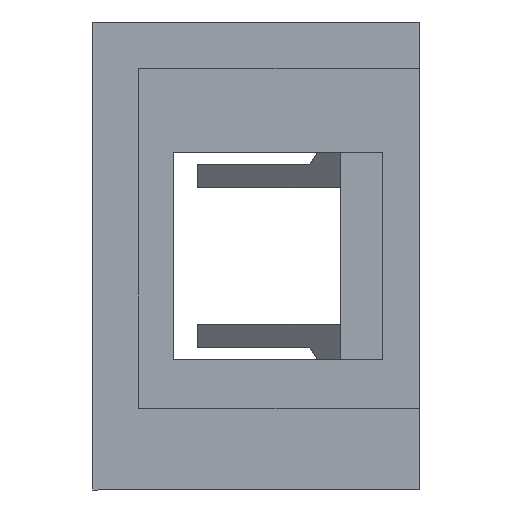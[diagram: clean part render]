
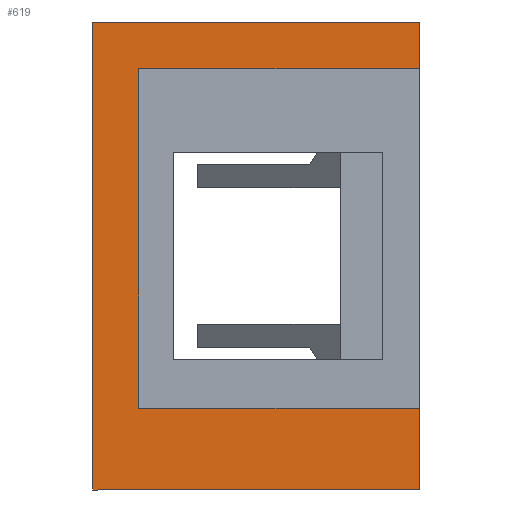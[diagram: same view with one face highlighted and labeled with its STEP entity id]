
A CAD part, front view. The second image highlights one B-rep face of the part: STEP entity #619.
In plain terms, the highlighted planar face has unit normal (0, -1, 0).
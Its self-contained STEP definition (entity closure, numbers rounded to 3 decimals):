
#6 = ORIENTED_EDGE ( 'NONE', *, *, #557, .F. ) ;
#35 = CARTESIAN_POINT ( 'NONE',  ( 940.869, 65.452, -549.901 ) ) ;
#67 = CARTESIAN_POINT ( 'NONE',  ( 904.869, 65.452, -549.901 ) ) ;
#106 = CARTESIAN_POINT ( 'NONE',  ( 898.969, 65.452, -543.901 ) ) ;
#151 = LINE ( 'NONE', #607, #628 ) ;
#163 = LINE ( 'NONE', #894, #1098 ) ;
#169 = DIRECTION ( 'NONE',  ( -1., 0., 0. ) ) ;
#204 = CARTESIAN_POINT ( 'NONE',  ( 940.869, 65.452, -593.401 ) ) ;
#221 = CARTESIAN_POINT ( 'NONE',  ( 940.869, 65.452, -603.901 ) ) ;
#255 = VERTEX_POINT ( 'NONE', #592 ) ;
#294 = LINE ( 'NONE', #556, #865 ) ;
#311 = VECTOR ( 'NONE', #904, 1000. ) ;
#336 = EDGE_CURVE ( 'NONE', #255, #912, #163, .T. ) ;
#353 = CARTESIAN_POINT ( 'NONE',  ( 0., 65.452, 0. ) ) ;
#358 = CARTESIAN_POINT ( 'NONE',  ( 898.969, 65.452, -603.901 ) ) ;
#399 = VERTEX_POINT ( 'NONE', #1003 ) ;
#402 = CARTESIAN_POINT ( 'NONE',  ( 898.969, 65.452, -603.901 ) ) ;
#413 = CARTESIAN_POINT ( 'NONE',  ( 940.869, 65.452, -603.901 ) ) ;
#456 = LINE ( 'NONE', #358, #573 ) ;
#472 = VECTOR ( 'NONE', #1143, 1000. ) ;
#501 = LINE ( 'NONE', #402, #1162 ) ;
#527 = EDGE_LOOP ( 'NONE', ( #964, #1069, #655, #984, #673, #6, #1220, #909 ) ) ;
#552 = VERTEX_POINT ( 'NONE', #650 ) ;
#556 = CARTESIAN_POINT ( 'NONE',  ( 904.869, 65.452, -549.901 ) ) ;
#557 = EDGE_CURVE ( 'NONE', #658, #1052, #456, .T. ) ;
#573 = VECTOR ( 'NONE', #169, 1000. ) ;
#592 = CARTESIAN_POINT ( 'NONE',  ( 940.869, 65.452, -543.901 ) ) ;
#607 = CARTESIAN_POINT ( 'NONE',  ( 904.869, 65.452, -593.401 ) ) ;
#614 = EDGE_CURVE ( 'NONE', #552, #767, #294, .T. ) ;
#619 = ADVANCED_FACE ( 'NONE', ( #915 ), #1030, .F. ) ;
#628 = VECTOR ( 'NONE', #893, 1000. ) ;
#630 = AXIS2_PLACEMENT_3D ( 'NONE', #353, #1017, #1125 ) ;
#646 = LINE ( 'NONE', #67, #1103 ) ;
#650 = CARTESIAN_POINT ( 'NONE',  ( 904.869, 65.452, -549.901 ) ) ;
#655 = ORIENTED_EDGE ( 'NONE', *, *, #336, .F. ) ;
#658 = VERTEX_POINT ( 'NONE', #221 ) ;
#673 = ORIENTED_EDGE ( 'NONE', *, *, #771, .F. ) ;
#679 = VERTEX_POINT ( 'NONE', #204 ) ;
#712 = LINE ( 'NONE', #106, #472 ) ;
#727 = CARTESIAN_POINT ( 'NONE',  ( 898.969, 65.452, -603.901 ) ) ;
#731 = EDGE_CURVE ( 'NONE', #399, #255, #712, .T. ) ;
#736 = DIRECTION ( 'NONE',  ( 1., 0., 0. ) ) ;
#740 = DIRECTION ( 'NONE',  ( 0., 0., -1. ) ) ;
#765 = DIRECTION ( 'NONE',  ( 0., 0., 1. ) ) ;
#767 = VERTEX_POINT ( 'NONE', #881 ) ;
#771 = EDGE_CURVE ( 'NONE', #1052, #399, #501, .T. ) ;
#840 = EDGE_CURVE ( 'NONE', #767, #679, #151, .T. ) ;
#865 = VECTOR ( 'NONE', #740, 1000. ) ;
#881 = CARTESIAN_POINT ( 'NONE',  ( 904.869, 65.452, -593.401 ) ) ;
#893 = DIRECTION ( 'NONE',  ( 1., 0., 0. ) ) ;
#894 = CARTESIAN_POINT ( 'NONE',  ( 940.869, 65.452, -603.901 ) ) ;
#904 = DIRECTION ( 'NONE',  ( 0., 0., -1. ) ) ;
#909 = ORIENTED_EDGE ( 'NONE', *, *, #840, .F. ) ;
#912 = VERTEX_POINT ( 'NONE', #35 ) ;
#915 = FACE_OUTER_BOUND ( 'NONE', #527, .T. ) ;
#937 = EDGE_CURVE ( 'NONE', #679, #658, #1086, .T. ) ;
#964 = ORIENTED_EDGE ( 'NONE', *, *, #614, .F. ) ;
#984 = ORIENTED_EDGE ( 'NONE', *, *, #731, .F. ) ;
#991 = DIRECTION ( 'NONE',  ( 0., 0., -1. ) ) ;
#1003 = CARTESIAN_POINT ( 'NONE',  ( 898.969, 65.452, -543.901 ) ) ;
#1017 = DIRECTION ( 'NONE',  ( 0., 1., 0. ) ) ;
#1030 = PLANE ( 'NONE',  #630 ) ;
#1052 = VERTEX_POINT ( 'NONE', #727 ) ;
#1069 = ORIENTED_EDGE ( 'NONE', *, *, #1089, .T. ) ;
#1086 = LINE ( 'NONE', #413, #311 ) ;
#1089 = EDGE_CURVE ( 'NONE', #552, #912, #646, .T. ) ;
#1098 = VECTOR ( 'NONE', #991, 1000. ) ;
#1103 = VECTOR ( 'NONE', #736, 1000. ) ;
#1125 = DIRECTION ( 'NONE',  ( 0., 0., 1. ) ) ;
#1143 = DIRECTION ( 'NONE',  ( 1., 0., 0. ) ) ;
#1162 = VECTOR ( 'NONE', #765, 1000. ) ;
#1220 = ORIENTED_EDGE ( 'NONE', *, *, #937, .F. ) ;
